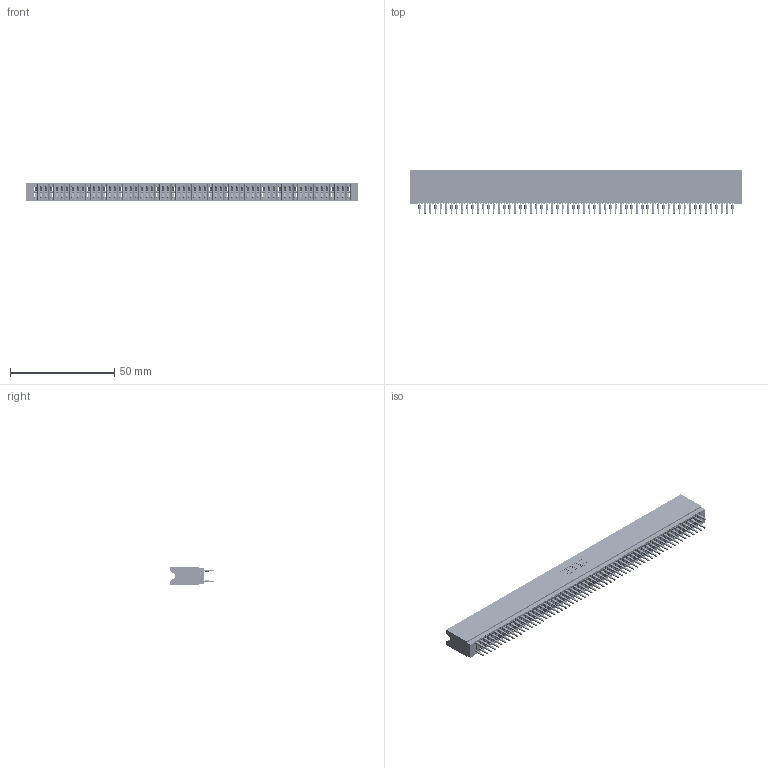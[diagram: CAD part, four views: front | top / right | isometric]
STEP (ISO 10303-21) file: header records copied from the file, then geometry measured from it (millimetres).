
FILE_DESCRIPTION (( 'STEP AP203' ), '1' );
FILE_NAME ('745-120-520-206.STEP', '2020-09-14T16:55:21', ( '' ), ( '' ), 'SwSTEP 2.0', 'SolidWorks 2020', '' );
FILE_SCHEMA (( 'CONFIG_CONTROL_DESIGN' ));
Length unit declared in the file: inch
Products named in the file (3): 745-292-001_520; 745-120-520-206; 745 Part_Insulator Option - 06
Assembly tree (121 placements, depth 2):
  745-120-520-206
    745 Part_Insulator Option - 06
    745-292-001_520  x120
Bounding box: 159 x 21.22 x 8.89 mm (x, y, z)
Volume: 14087.9 mm3; surface area: 28529.1 mm2
Topology: 121 solids, 121 shells, 10836 faces, 29120 edges, 18292 vertices
Faces by surface type: plane 5576, bspline 2400, cylinder 2140, torus 720
Entity records: 98580 total; most frequent: CARTESIAN_POINT 17594, ORIENTED_EDGE 17066, DIRECTION 14893, EDGE_CURVE 8533, LINE 7991, VECTOR 7991, VERTEX_POINT 5440, AXIS2_PLACEMENT_3D 3451
